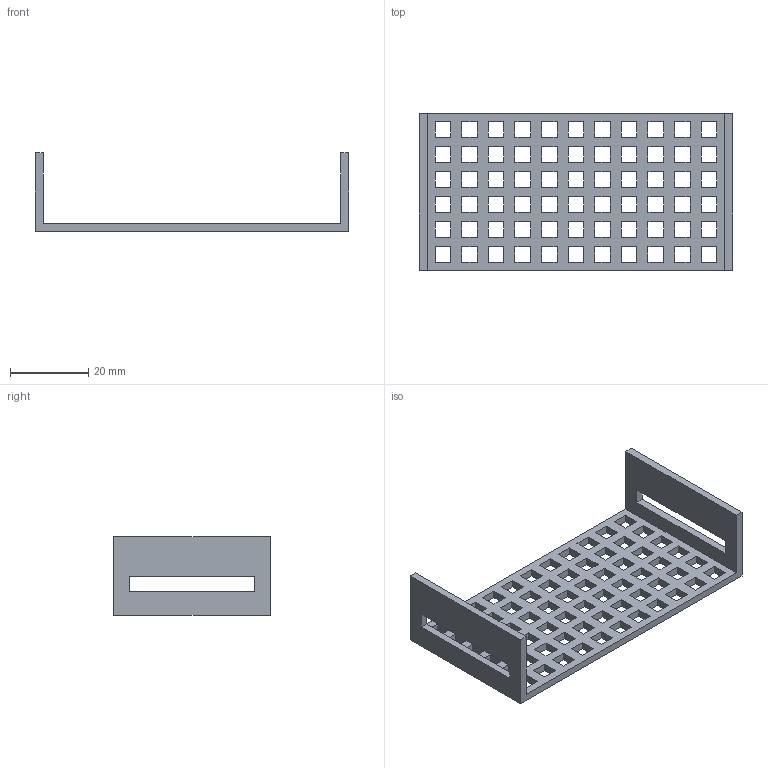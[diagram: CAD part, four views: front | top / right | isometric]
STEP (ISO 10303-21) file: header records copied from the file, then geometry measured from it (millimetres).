
FILE_DESCRIPTION(('FreeCAD Model'),'2;1');
FILE_NAME('Base.step', '2017-11-04T20:51:21',('Author'),(''), 'Open CASCADE STEP processor 6.8','FreeCAD','Unknown');
FILE_SCHEMA(('AUTOMOTIVE_DESIGN_CC2 { 1 2 10303 214 -1 1 5 4 }'));
Length unit declared in the file: millimetre
Products named in the file (1): MultiTransform
Bounding box: 80 x 40 x 20 mm (x, y, z)
Volume: 6656 mm3; surface area: 9680 mm2
Topology: 1 solids, 1 shells, 282 faces, 840 edges, 560 vertices
Faces by surface type: plane 282
Entity records: 19913 total; most frequent: CARTESIAN_POINT 3927, DIRECTION 2522, LINE 1956, VECTOR 1956, ORIENTED_EDGE 1680, PCURVE 1680, DEFINITIONAL_REPRESENTATION 1680, EDGE_CURVE 840
